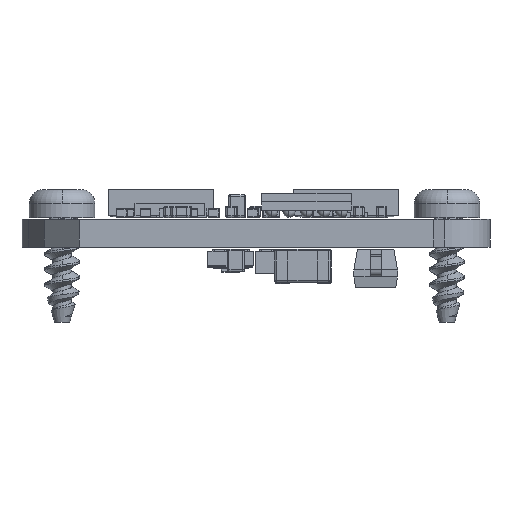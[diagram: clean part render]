
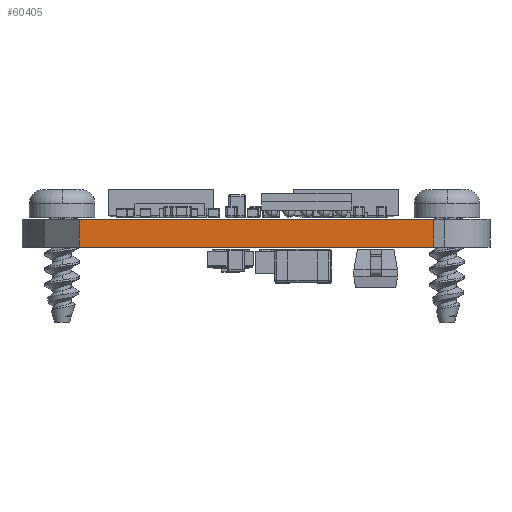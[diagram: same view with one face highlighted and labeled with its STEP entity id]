
A CAD part, front view. The second image highlights one B-rep face of the part: STEP entity #60405.
In plain terms, the highlighted planar face has unit normal (0, -1, 0).
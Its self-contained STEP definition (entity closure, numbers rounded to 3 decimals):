
#60405 = ADVANCED_FACE('',(#60406),#60420,.F.);
#60406 = FACE_BOUND('',#60407,.F.);
#60407 = EDGE_LOOP('',(#60408,#60443,#60471,#60499));
#60408 = ORIENTED_EDGE('',*,*,#60409,.T.);
#60409 = EDGE_CURVE('',#60410,#60412,#60414,.T.);
#60410 = VERTEX_POINT('',#60411);
#60411 = CARTESIAN_POINT('',(0.,-10.5,0.));
#60412 = VERTEX_POINT('',#60413);
#60413 = CARTESIAN_POINT('',(0.,-10.5,0.8));
#60414 = SURFACE_CURVE('',#60415,(#60419,#60431),.PCURVE_S1.);
#60415 = LINE('',#60416,#60417);
#60416 = CARTESIAN_POINT('',(0.,-10.5,0.));
#60417 = VECTOR('',#60418,1.);
#60418 = DIRECTION('',(0.,0.,1.));
#60419 = PCURVE('',#60420,#60425);
#60420 = PLANE('',#60421);
#60421 = AXIS2_PLACEMENT_3D('',#60422,#60423,#60424);
#60422 = CARTESIAN_POINT('',(0.,-10.5,0.));
#60423 = DIRECTION('',(0.,1.,0.));
#60424 = DIRECTION('',(1.,0.,0.));
#60425 = DEFINITIONAL_REPRESENTATION('',(#60426),#60430);
#60426 = LINE('',#60427,#60428);
#60427 = CARTESIAN_POINT('',(0.,0.));
#60428 = VECTOR('',#60429,1.);
#60429 = DIRECTION('',(0.,-1.));
#60430 = ( GEOMETRIC_REPRESENTATION_CONTEXT(2) 
PARAMETRIC_REPRESENTATION_CONTEXT() REPRESENTATION_CONTEXT('2D SPACE',''
  ) );
#60431 = PCURVE('',#60432,#60437);
#60432 = PLANE('',#60433);
#60433 = AXIS2_PLACEMENT_3D('',#60434,#60435,#60436);
#60434 = CARTESIAN_POINT('',(0.,-6.5,0.));
#60435 = DIRECTION('',(1.,0.,0.));
#60436 = DIRECTION('',(0.,-1.,0.));
#60437 = DEFINITIONAL_REPRESENTATION('',(#60438),#60442);
#60438 = LINE('',#60439,#60440);
#60439 = CARTESIAN_POINT('',(4.,0.));
#60440 = VECTOR('',#60441,1.);
#60441 = DIRECTION('',(0.,-1.));
#60442 = ( GEOMETRIC_REPRESENTATION_CONTEXT(2) 
PARAMETRIC_REPRESENTATION_CONTEXT() REPRESENTATION_CONTEXT('2D SPACE',''
  ) );
#60443 = ORIENTED_EDGE('',*,*,#60444,.T.);
#60444 = EDGE_CURVE('',#60412,#60445,#60447,.T.);
#60445 = VERTEX_POINT('',#60446);
#60446 = CARTESIAN_POINT('',(10.136,-10.496,0.8));
#60447 = SURFACE_CURVE('',#60448,(#60452,#60459),.PCURVE_S1.);
#60448 = LINE('',#60449,#60450);
#60449 = CARTESIAN_POINT('',(0.,-10.5,0.8));
#60450 = VECTOR('',#60451,1.);
#60451 = DIRECTION('',(1.,0.,0.));
#60452 = PCURVE('',#60420,#60453);
#60453 = DEFINITIONAL_REPRESENTATION('',(#60454),#60458);
#60454 = LINE('',#60455,#60456);
#60455 = CARTESIAN_POINT('',(0.,-0.8));
#60456 = VECTOR('',#60457,1.);
#60457 = DIRECTION('',(1.,0.));
#60458 = ( GEOMETRIC_REPRESENTATION_CONTEXT(2) 
PARAMETRIC_REPRESENTATION_CONTEXT() REPRESENTATION_CONTEXT('2D SPACE',''
  ) );
#60459 = PCURVE('',#60460,#60465);
#60460 = PLANE('',#60461);
#60461 = AXIS2_PLACEMENT_3D('',#60462,#60463,#60464);
#60462 = CARTESIAN_POINT('',(5.004,-5.023,0.8));
#60463 = DIRECTION('',(0.,0.,1.));
#60464 = DIRECTION('',(1.,0.,0.));
#60465 = DEFINITIONAL_REPRESENTATION('',(#60466),#60470);
#60466 = LINE('',#60467,#60468);
#60467 = CARTESIAN_POINT('',(-5.004,-5.477));
#60468 = VECTOR('',#60469,1.);
#60469 = DIRECTION('',(1.,0.));
#60470 = ( GEOMETRIC_REPRESENTATION_CONTEXT(2) 
PARAMETRIC_REPRESENTATION_CONTEXT() REPRESENTATION_CONTEXT('2D SPACE',''
  ) );
#60471 = ORIENTED_EDGE('',*,*,#60472,.F.);
#60472 = EDGE_CURVE('',#60473,#60445,#60475,.T.);
#60473 = VERTEX_POINT('',#60474);
#60474 = CARTESIAN_POINT('',(10.136,-10.496,0.));
#60475 = SURFACE_CURVE('',#60476,(#60480,#60487),.PCURVE_S1.);
#60476 = LINE('',#60477,#60478);
#60477 = CARTESIAN_POINT('',(10.136,-10.496,0.));
#60478 = VECTOR('',#60479,1.);
#60479 = DIRECTION('',(0.,0.,1.));
#60480 = PCURVE('',#60420,#60481);
#60481 = DEFINITIONAL_REPRESENTATION('',(#60482),#60486);
#60482 = LINE('',#60483,#60484);
#60483 = CARTESIAN_POINT('',(10.136,0.));
#60484 = VECTOR('',#60485,1.);
#60485 = DIRECTION('',(0.,-1.));
#60486 = ( GEOMETRIC_REPRESENTATION_CONTEXT(2) 
PARAMETRIC_REPRESENTATION_CONTEXT() REPRESENTATION_CONTEXT('2D SPACE',''
  ) );
#60487 = PCURVE('',#60488,#60493);
#60488 = PLANE('',#60489);
#60489 = AXIS2_PLACEMENT_3D('',#60490,#60491,#60492);
#60490 = CARTESIAN_POINT('',(10.136,-10.496,0.));
#60491 = DIRECTION('',(-1.,0.,0.));
#60492 = DIRECTION('',(0.,1.,0.));
#60493 = DEFINITIONAL_REPRESENTATION('',(#60494),#60498);
#60494 = LINE('',#60495,#60496);
#60495 = CARTESIAN_POINT('',(0.,0.));
#60496 = VECTOR('',#60497,1.);
#60497 = DIRECTION('',(0.,-1.));
#60498 = ( GEOMETRIC_REPRESENTATION_CONTEXT(2) 
PARAMETRIC_REPRESENTATION_CONTEXT() REPRESENTATION_CONTEXT('2D SPACE',''
  ) );
#60499 = ORIENTED_EDGE('',*,*,#60500,.F.);
#60500 = EDGE_CURVE('',#60410,#60473,#60501,.T.);
#60501 = SURFACE_CURVE('',#60502,(#60506,#60513),.PCURVE_S1.);
#60502 = LINE('',#60503,#60504);
#60503 = CARTESIAN_POINT('',(0.,-10.5,0.));
#60504 = VECTOR('',#60505,1.);
#60505 = DIRECTION('',(1.,0.,0.));
#60506 = PCURVE('',#60420,#60507);
#60507 = DEFINITIONAL_REPRESENTATION('',(#60508),#60512);
#60508 = LINE('',#60509,#60510);
#60509 = CARTESIAN_POINT('',(0.,0.));
#60510 = VECTOR('',#60511,1.);
#60511 = DIRECTION('',(1.,0.));
#60512 = ( GEOMETRIC_REPRESENTATION_CONTEXT(2) 
PARAMETRIC_REPRESENTATION_CONTEXT() REPRESENTATION_CONTEXT('2D SPACE',''
  ) );
#60513 = PCURVE('',#60514,#60519);
#60514 = PLANE('',#60515);
#60515 = AXIS2_PLACEMENT_3D('',#60516,#60517,#60518);
#60516 = CARTESIAN_POINT('',(5.004,-5.023,0.));
#60517 = DIRECTION('',(0.,0.,1.));
#60518 = DIRECTION('',(1.,0.,0.));
#60519 = DEFINITIONAL_REPRESENTATION('',(#60520),#60524);
#60520 = LINE('',#60521,#60522);
#60521 = CARTESIAN_POINT('',(-5.004,-5.477));
#60522 = VECTOR('',#60523,1.);
#60523 = DIRECTION('',(1.,0.));
#60524 = ( GEOMETRIC_REPRESENTATION_CONTEXT(2) 
PARAMETRIC_REPRESENTATION_CONTEXT() REPRESENTATION_CONTEXT('2D SPACE',''
  ) );
